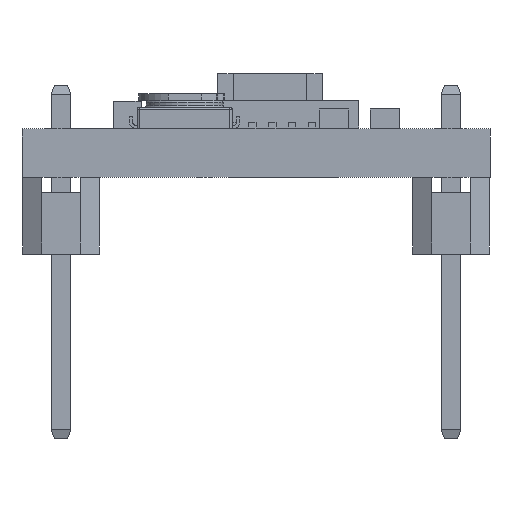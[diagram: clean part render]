
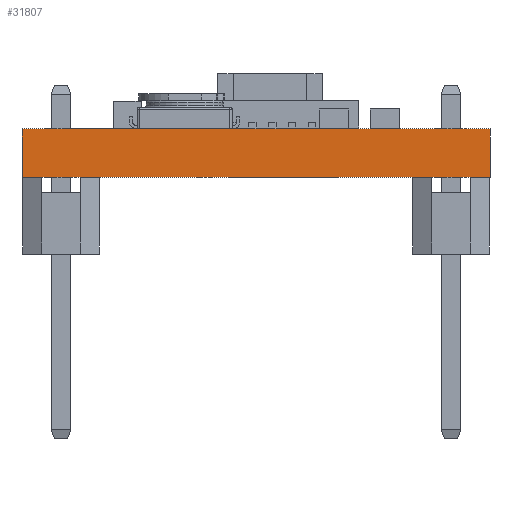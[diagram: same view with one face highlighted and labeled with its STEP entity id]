
A CAD part, front view. The second image highlights one B-rep face of the part: STEP entity #31807.
In plain terms, the highlighted planar face has unit normal (0, -1, 0).
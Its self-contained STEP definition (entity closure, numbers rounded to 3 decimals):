
#886 = CARTESIAN_POINT ( 'NONE',  ( 15.24, 0., 1.575 ) ) ;
#1275 = DIRECTION ( 'NONE',  ( 0., 0., 1. ) ) ;
#7155 = DIRECTION ( 'NONE',  ( 1., 0., 0. ) ) ;
#7806 = DIRECTION ( 'NONE',  ( 1., 0., 0. ) ) ;
#8103 = VERTEX_POINT ( 'NONE', #26417 ) ;
#8235 = VERTEX_POINT ( 'NONE', #36001 ) ;
#8632 = FACE_OUTER_BOUND ( 'NONE', #11341, .T. ) ;
#11341 = EDGE_LOOP ( 'NONE', ( #43558, #59622, #38659, #54399 ) ) ;
#14229 = LINE ( 'NONE', #48083, #29223 ) ;
#16135 = VECTOR ( 'NONE', #7155, 1000. ) ;
#16620 = VECTOR ( 'NONE', #7806, 1000. ) ;
#19088 = DIRECTION ( 'NONE',  ( 0., 0., -1. ) ) ;
#19192 = LINE ( 'NONE', #60336, #16135 ) ;
#19948 = EDGE_CURVE ( 'NONE', #8235, #24509, #27124, .T. ) ;
#20043 = PLANE ( 'NONE',  #37078 ) ;
#21859 = VECTOR ( 'NONE', #19088, 1000. ) ;
#24509 = VERTEX_POINT ( 'NONE', #57595 ) ;
#26417 = CARTESIAN_POINT ( 'NONE',  ( 0., 0., 1.575 ) ) ;
#27124 = LINE ( 'NONE', #52229, #21859 ) ;
#29223 = VECTOR ( 'NONE', #54087, 1000. ) ;
#29277 = DIRECTION ( 'NONE',  ( 0., 1., 0. ) ) ;
#31807 = ADVANCED_FACE ( 'NONE', ( #8632 ), #20043, .F. ) ;
#33064 = EDGE_CURVE ( 'NONE', #8103, #54943, #14229, .T. ) ;
#36001 = CARTESIAN_POINT ( 'NONE',  ( 15.24, 0., 1.575 ) ) ;
#37078 = AXIS2_PLACEMENT_3D ( 'NONE', #886, #29277, #1275 ) ;
#37187 = EDGE_CURVE ( 'NONE', #8103, #8235, #50204, .T. ) ;
#38659 = ORIENTED_EDGE ( 'NONE', *, *, #37187, .F. ) ;
#43558 = ORIENTED_EDGE ( 'NONE', *, *, #61510, .T. ) ;
#48083 = CARTESIAN_POINT ( 'NONE',  ( 0., 0., 1.575 ) ) ;
#50204 = LINE ( 'NONE', #50773, #16620 ) ;
#50773 = CARTESIAN_POINT ( 'NONE',  ( 15.24, 0., 1.575 ) ) ;
#52229 = CARTESIAN_POINT ( 'NONE',  ( 15.24, 0., 1.575 ) ) ;
#54087 = DIRECTION ( 'NONE',  ( 0., 0., -1. ) ) ;
#54399 = ORIENTED_EDGE ( 'NONE', *, *, #33064, .T. ) ;
#54943 = VERTEX_POINT ( 'NONE', #58797 ) ;
#57595 = CARTESIAN_POINT ( 'NONE',  ( 15.24, 0., 0. ) ) ;
#58797 = CARTESIAN_POINT ( 'NONE',  ( 0., 0., 0. ) ) ;
#59622 = ORIENTED_EDGE ( 'NONE', *, *, #19948, .F. ) ;
#60336 = CARTESIAN_POINT ( 'NONE',  ( 15.24, 0., 0. ) ) ;
#61510 = EDGE_CURVE ( 'NONE', #54943, #24509, #19192, .T. ) ;
